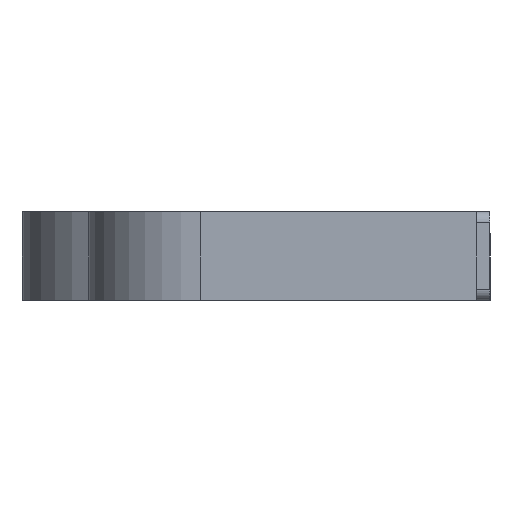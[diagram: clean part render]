
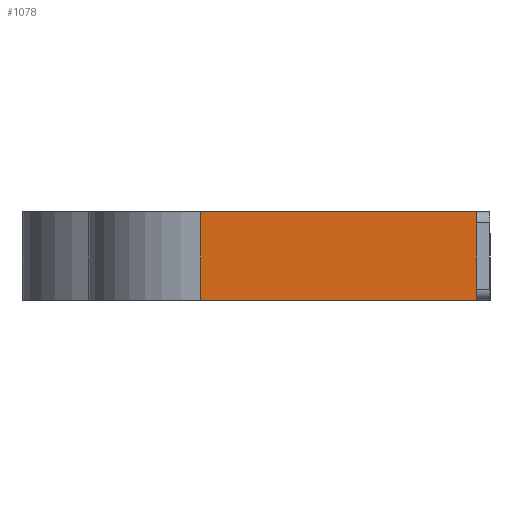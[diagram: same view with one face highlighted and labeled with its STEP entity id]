
A CAD part, left-side view. The second image highlights one B-rep face of the part: STEP entity #1078.
In plain terms, the highlighted planar face has unit normal (-1, 0, 0).
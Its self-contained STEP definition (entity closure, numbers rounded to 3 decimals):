
#11 = VECTOR ( 'NONE', #1792, 1000. ) ;
#50 = DIRECTION ( 'NONE',  ( 0., 0., 1. ) ) ;
#83 = DIRECTION ( 'NONE',  ( -1., 0., 0. ) ) ;
#214 = EDGE_CURVE ( 'NONE', #1644, #238, #1354, .T. ) ;
#219 = VECTOR ( 'NONE', #591, 1000. ) ;
#238 = VERTEX_POINT ( 'NONE', #1327 ) ;
#355 = LINE ( 'NONE', #506, #935 ) ;
#386 = CARTESIAN_POINT ( 'NONE',  ( -50.5, 6., 20. ) ) ;
#424 = CARTESIAN_POINT ( 'NONE',  ( -50.5, 130.5, 20. ) ) ;
#439 = ORIENTED_EDGE ( 'NONE', *, *, #214, .F. ) ;
#506 = CARTESIAN_POINT ( 'NONE',  ( -50.5, 6., 20. ) ) ;
#591 = DIRECTION ( 'NONE',  ( 0., 1., 0. ) ) ;
#624 = EDGE_CURVE ( 'NONE', #2162, #2129, #1441, .T. ) ;
#631 = DIRECTION ( 'NONE',  ( 0., 0., -1. ) ) ;
#712 = CARTESIAN_POINT ( 'NONE',  ( -50.5, 6., 20. ) ) ;
#818 = CARTESIAN_POINT ( 'NONE',  ( -50.5, 130.5, -20. ) ) ;
#847 = CARTESIAN_POINT ( 'NONE',  ( -50.5, 130.5, 20. ) ) ;
#915 = ORIENTED_EDGE ( 'NONE', *, *, #1347, .T. ) ;
#935 = VECTOR ( 'NONE', #1032, 1000. ) ;
#1032 = DIRECTION ( 'NONE',  ( 0., 1., 0. ) ) ;
#1078 = ADVANCED_FACE ( 'NONE', ( #1432 ), #1929, .T. ) ;
#1096 = EDGE_CURVE ( 'NONE', #238, #2129, #2139, .T. ) ;
#1196 = AXIS2_PLACEMENT_3D ( 'NONE', #386, #83, #50 ) ;
#1327 = CARTESIAN_POINT ( 'NONE',  ( -50.5, 6., -20. ) ) ;
#1343 = CARTESIAN_POINT ( 'NONE',  ( -50.5, 6., 20. ) ) ;
#1347 = EDGE_CURVE ( 'NONE', #1644, #2162, #355, .T. ) ;
#1354 = LINE ( 'NONE', #1343, #2170 ) ;
#1432 = FACE_OUTER_BOUND ( 'NONE', #1463, .T. ) ;
#1441 = LINE ( 'NONE', #424, #11 ) ;
#1463 = EDGE_LOOP ( 'NONE', ( #1468, #439, #915, #1971 ) ) ;
#1468 = ORIENTED_EDGE ( 'NONE', *, *, #1096, .F. ) ;
#1644 = VERTEX_POINT ( 'NONE', #712 ) ;
#1792 = DIRECTION ( 'NONE',  ( 0., 0., -1. ) ) ;
#1929 = PLANE ( 'NONE',  #1196 ) ;
#1971 = ORIENTED_EDGE ( 'NONE', *, *, #624, .T. ) ;
#2090 = CARTESIAN_POINT ( 'NONE',  ( -50.5, 6., -20. ) ) ;
#2129 = VERTEX_POINT ( 'NONE', #818 ) ;
#2139 = LINE ( 'NONE', #2090, #219 ) ;
#2162 = VERTEX_POINT ( 'NONE', #847 ) ;
#2170 = VECTOR ( 'NONE', #631, 1000. ) ;
